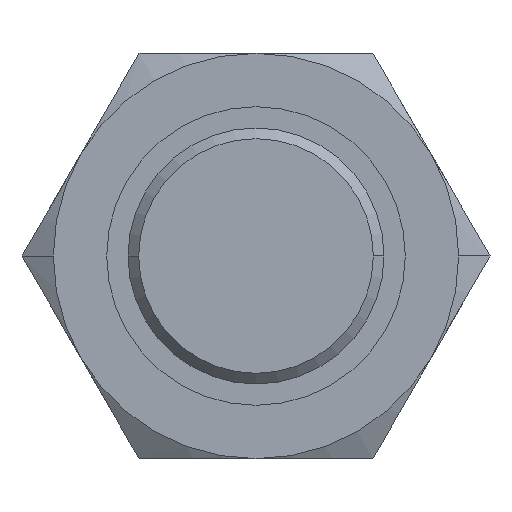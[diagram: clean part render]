
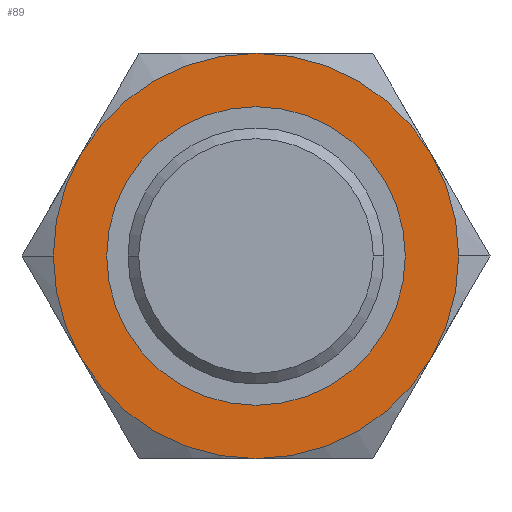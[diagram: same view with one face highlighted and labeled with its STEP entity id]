
A CAD part, front view. The second image highlights one B-rep face of the part: STEP entity #89.
In plain terms, the highlighted planar face has unit normal (0, -1, 0).
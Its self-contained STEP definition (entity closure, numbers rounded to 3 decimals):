
#89=ADVANCED_FACE('',(#151,#152),#153,.T.);
#151=FACE_OUTER_BOUND('',#248,.T.);
#152=FACE_BOUND('',#249,.T.);
#153=PLANE('',#250);
#248=EDGE_LOOP('',(#411,#412,#413,#414,#415,#416,#417,#418));
#249=EDGE_LOOP('',(#419,#420));
#250=AXIS2_PLACEMENT_3D('',#421,#422,#423);
#411=ORIENTED_EDGE('',*,*,#695,.F.);
#412=ORIENTED_EDGE('',*,*,#696,.F.);
#413=ORIENTED_EDGE('',*,*,#697,.F.);
#414=ORIENTED_EDGE('',*,*,#698,.F.);
#415=ORIENTED_EDGE('',*,*,#694,.F.);
#416=ORIENTED_EDGE('',*,*,#699,.F.);
#417=ORIENTED_EDGE('',*,*,#700,.F.);
#418=ORIENTED_EDGE('',*,*,#690,.F.);
#419=ORIENTED_EDGE('',*,*,#669,.F.);
#420=ORIENTED_EDGE('',*,*,#701,.F.);
#421=CARTESIAN_POINT('',(6.25,-55.0,0.0));
#422=DIRECTION('',(0.0,-1.0,0.0));
#423=DIRECTION('',(-1.0,0.0,0.0));
#669=EDGE_CURVE('',#779,#775,#781,.T.);
#690=EDGE_CURVE('',#817,#820,#821,.T.);
#694=EDGE_CURVE('',#826,#824,#828,.T.);
#695=EDGE_CURVE('',#829,#817,#830,.T.);
#696=EDGE_CURVE('',#831,#829,#832,.T.);
#697=EDGE_CURVE('',#833,#831,#834,.T.);
#698=EDGE_CURVE('',#824,#833,#835,.T.);
#699=EDGE_CURVE('',#836,#826,#837,.T.);
#700=EDGE_CURVE('',#820,#836,#838,.T.);
#701=EDGE_CURVE('',#775,#779,#839,.T.);
#775=VERTEX_POINT('',#935);
#779=VERTEX_POINT('',#940);
#781=CIRCLE('',#943,7.0);
#817=VERTEX_POINT('',#1011);
#820=VERTEX_POINT('',#1015);
#821=CIRCLE('',#1016,9.5);
#824=VERTEX_POINT('',#1030);
#826=VERTEX_POINT('',#1033);
#828=CIRCLE('',#1046,9.5);
#829=VERTEX_POINT('',#1047);
#830=CIRCLE('',#1048,9.5);
#831=VERTEX_POINT('',#1049);
#832=CIRCLE('',#1050,9.5);
#833=VERTEX_POINT('',#1051);
#834=CIRCLE('',#1052,9.5);
#835=CIRCLE('',#1053,9.5);
#836=VERTEX_POINT('',#1054);
#837=CIRCLE('',#1055,9.5);
#838=CIRCLE('',#1056,9.5);
#839=CIRCLE('',#1057,7.0);
#935=CARTESIAN_POINT('',(-7.0,-55.0,0.));
#940=CARTESIAN_POINT('',(7.0,-55.0,0.));
#943=AXIS2_PLACEMENT_3D('',#1373,#1374,#1375);
#1011=CARTESIAN_POINT('',(9.5,-55.0,0.));
#1015=CARTESIAN_POINT('',(8.227,-55.0,-4.75));
#1016=AXIS2_PLACEMENT_3D('',#1408,#1409,#1410);
#1030=CARTESIAN_POINT('',(-9.5,-55.0,0.));
#1033=CARTESIAN_POINT('',(-8.227,-55.0,-4.75));
#1046=AXIS2_PLACEMENT_3D('',#1412,#1413,#1414);
#1047=CARTESIAN_POINT('',(8.227,-55.0,4.75));
#1048=AXIS2_PLACEMENT_3D('',#1415,#1416,#1417);
#1049=CARTESIAN_POINT('',(0.,-55.0,9.5));
#1050=AXIS2_PLACEMENT_3D('',#1418,#1419,#1420);
#1051=CARTESIAN_POINT('',(-8.227,-55.0,4.75));
#1052=AXIS2_PLACEMENT_3D('',#1421,#1422,#1423);
#1053=AXIS2_PLACEMENT_3D('',#1424,#1425,#1426);
#1054=CARTESIAN_POINT('',(0.0,-55.0,-9.5));
#1055=AXIS2_PLACEMENT_3D('',#1427,#1428,#1429);
#1056=AXIS2_PLACEMENT_3D('',#1430,#1431,#1432);
#1057=AXIS2_PLACEMENT_3D('',#1433,#1434,#1435);
#1373=CARTESIAN_POINT('',(0.0,-55.0,0.0));
#1374=DIRECTION('',(0.0,-1.0,0.0));
#1375=DIRECTION('',(-1.0,0.0,0.0));
#1408=CARTESIAN_POINT('',(0.0,-55.0,0.0));
#1409=DIRECTION('',(0.0,1.0,0.0));
#1410=DIRECTION('',(1.0,0.0,0.0));
#1412=CARTESIAN_POINT('',(0.0,-55.0,0.0));
#1413=DIRECTION('',(0.0,1.0,0.0));
#1414=DIRECTION('',(1.0,0.0,0.0));
#1415=CARTESIAN_POINT('',(0.0,-55.0,0.0));
#1416=DIRECTION('',(0.0,1.0,0.0));
#1417=DIRECTION('',(1.0,0.0,0.0));
#1418=CARTESIAN_POINT('',(0.0,-55.0,0.0));
#1419=DIRECTION('',(0.0,1.0,0.0));
#1420=DIRECTION('',(1.0,0.0,0.0));
#1421=CARTESIAN_POINT('',(0.0,-55.0,0.0));
#1422=DIRECTION('',(0.0,1.0,0.0));
#1423=DIRECTION('',(1.0,0.0,0.0));
#1424=CARTESIAN_POINT('',(0.0,-55.0,0.0));
#1425=DIRECTION('',(0.0,1.0,0.0));
#1426=DIRECTION('',(1.0,0.0,0.0));
#1427=CARTESIAN_POINT('',(0.0,-55.0,0.0));
#1428=DIRECTION('',(0.0,1.0,0.0));
#1429=DIRECTION('',(1.0,0.0,0.0));
#1430=CARTESIAN_POINT('',(0.0,-55.0,0.0));
#1431=DIRECTION('',(0.0,1.0,0.0));
#1432=DIRECTION('',(1.0,0.0,0.0));
#1433=CARTESIAN_POINT('',(0.0,-55.0,0.0));
#1434=DIRECTION('',(0.0,-1.0,0.0));
#1435=DIRECTION('',(-1.0,0.0,0.0));
